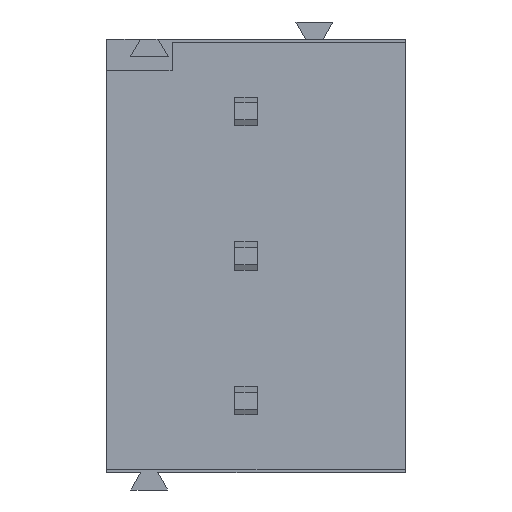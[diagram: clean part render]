
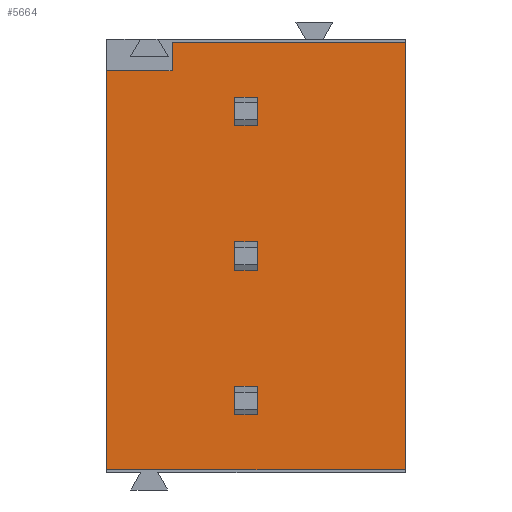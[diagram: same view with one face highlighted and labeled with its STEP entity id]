
A CAD part, front view. The second image highlights one B-rep face of the part: STEP entity #5664.
In plain terms, the highlighted planar face has unit normal (0, -1, 0).
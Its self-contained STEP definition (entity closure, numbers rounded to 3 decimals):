
#173 = EDGE_LOOP ( 'NONE', ( #911, #1939, #2394, #6973, #3743, #1994 ) ) ;
#183 = AXIS2_PLACEMENT_3D ( 'NONE', #6060, #4938, #650 ) ;
#278 = VERTEX_POINT ( 'NONE', #2022 ) ;
#514 = CARTESIAN_POINT ( 'NONE',  ( 10.5, -1.5, -2.66 ) ) ;
#610 = FACE_OUTER_BOUND ( 'NONE', #173, .T. ) ;
#650 = DIRECTION ( 'NONE',  ( 0., 0., -1. ) ) ;
#911 = ORIENTED_EDGE ( 'NONE', *, *, #2051, .T. ) ;
#969 = CARTESIAN_POINT ( 'NONE',  ( 2.3, -1.5, -3.66 ) ) ;
#1004 = DIRECTION ( 'NONE',  ( 0., 0., -1. ) ) ;
#1439 = LINE ( 'NONE', #5807, #5297 ) ;
#1471 = CARTESIAN_POINT ( 'NONE',  ( 0., -1.5, 2.42 ) ) ;
#1505 = CARTESIAN_POINT ( 'NONE',  ( 0., -1.5, -17.66 ) ) ;
#1525 = DIRECTION ( 'NONE',  ( -1., 0., 0. ) ) ;
#1939 = ORIENTED_EDGE ( 'NONE', *, *, #3322, .F. ) ;
#1994 = ORIENTED_EDGE ( 'NONE', *, *, #3893, .F. ) ;
#2022 = CARTESIAN_POINT ( 'NONE',  ( 10.5, -1.5, -2.66 ) ) ;
#2051 = EDGE_CURVE ( 'NONE', #5675, #5105, #6366, .T. ) ;
#2097 = VECTOR ( 'NONE', #2728, 1000. ) ;
#2142 = LINE ( 'NONE', #514, #6882 ) ;
#2237 = PLANE ( 'NONE',  #183 ) ;
#2380 = EDGE_CURVE ( 'NONE', #278, #5718, #2142, .T. ) ;
#2394 = ORIENTED_EDGE ( 'NONE', *, *, #4583, .F. ) ;
#2728 = DIRECTION ( 'NONE',  ( 1., 0., 0. ) ) ;
#2972 = DIRECTION ( 'NONE',  ( -1., 0., 0. ) ) ;
#3322 = EDGE_CURVE ( 'NONE', #5919, #5105, #3992, .T. ) ;
#3334 = CARTESIAN_POINT ( 'NONE',  ( 2.3, -1.5, -2.66 ) ) ;
#3345 = VECTOR ( 'NONE', #1004, 1000. ) ;
#3743 = ORIENTED_EDGE ( 'NONE', *, *, #6600, .F. ) ;
#3893 = EDGE_CURVE ( 'NONE', #5675, #3915, #5392, .T. ) ;
#3915 = VERTEX_POINT ( 'NONE', #5360 ) ;
#3992 = LINE ( 'NONE', #5077, #5696 ) ;
#4248 = CARTESIAN_POINT ( 'NONE',  ( 10.5, -1.5, -17.66 ) ) ;
#4583 = EDGE_CURVE ( 'NONE', #278, #5919, #1439, .T. ) ;
#4681 = DIRECTION ( 'NONE',  ( 0., 0., -1. ) ) ;
#4938 = DIRECTION ( 'NONE',  ( 0., -1., 0. ) ) ;
#5077 = CARTESIAN_POINT ( 'NONE',  ( 10.5, -1.5, -17.66 ) ) ;
#5078 = VECTOR ( 'NONE', #6909, 1000. ) ;
#5105 = VERTEX_POINT ( 'NONE', #1505 ) ;
#5297 = VECTOR ( 'NONE', #4681, 1000. ) ;
#5360 = CARTESIAN_POINT ( 'NONE',  ( 2.3, -1.5, -3.66 ) ) ;
#5392 = LINE ( 'NONE', #7044, #2097 ) ;
#5516 = CARTESIAN_POINT ( 'NONE',  ( 0., -1.5, -3.66 ) ) ;
#5664 = ADVANCED_FACE ( 'NONE', ( #610 ), #2237, .T. ) ;
#5675 = VERTEX_POINT ( 'NONE', #5516 ) ;
#5696 = VECTOR ( 'NONE', #2972, 1000. ) ;
#5718 = VERTEX_POINT ( 'NONE', #3334 ) ;
#5807 = CARTESIAN_POINT ( 'NONE',  ( 10.5, -1.5, 2.42 ) ) ;
#5919 = VERTEX_POINT ( 'NONE', #4248 ) ;
#6060 = CARTESIAN_POINT ( 'NONE',  ( 4.6, -1.5, -13.31 ) ) ;
#6366 = LINE ( 'NONE', #1471, #3345 ) ;
#6374 = LINE ( 'NONE', #969, #5078 ) ;
#6600 = EDGE_CURVE ( 'NONE', #3915, #5718, #6374, .T. ) ;
#6882 = VECTOR ( 'NONE', #1525, 1000. ) ;
#6909 = DIRECTION ( 'NONE',  ( 0., 0., 1. ) ) ;
#6973 = ORIENTED_EDGE ( 'NONE', *, *, #2380, .T. ) ;
#7044 = CARTESIAN_POINT ( 'NONE',  ( 0., -1.5, -3.66 ) ) ;
